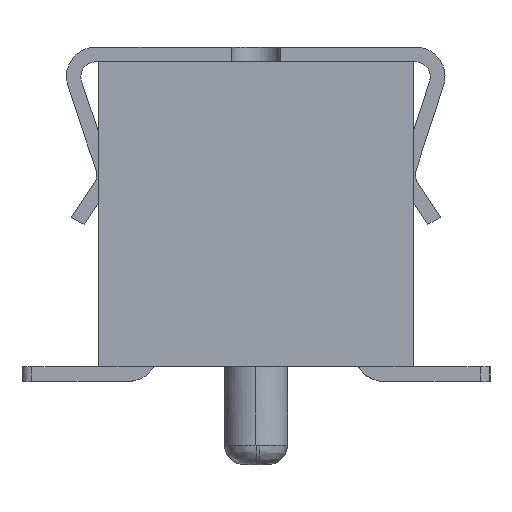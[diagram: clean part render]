
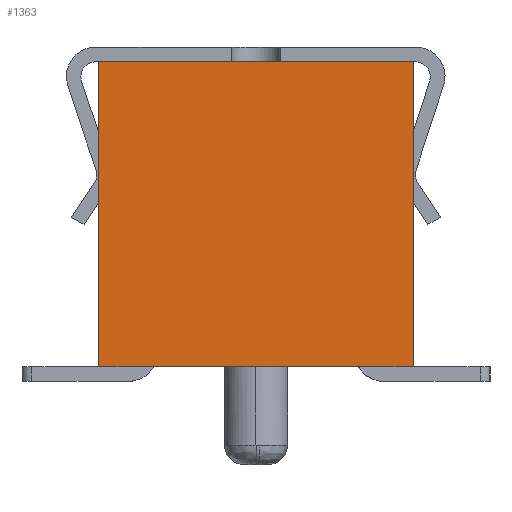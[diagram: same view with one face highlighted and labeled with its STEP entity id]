
A CAD part, left-side view. The second image highlights one B-rep face of the part: STEP entity #1363.
In plain terms, the highlighted planar face has unit normal (-1, 0, 0).
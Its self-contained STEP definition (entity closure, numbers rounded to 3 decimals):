
#1293=CARTESIAN_POINT('',(-8.1,0.,-0.065));
#1294=DIRECTION('',(0.,-1.,0.));
#1295=DIRECTION('',(-1.,0.,0.));
#1296=AXIS2_PLACEMENT_3D('',#1293,#1295,#1294);
#1297=PLANE('',#1296);
#1298=CARTESIAN_POINT('',(-8.1,-1.6,-1.55));
#1299=VERTEX_POINT('',#1298);
#1300=CARTESIAN_POINT('',(-8.1,-1.3,-1.55));
#1301=VERTEX_POINT('',#1300);
#1302=CARTESIAN_POINT('',(-8.1,-1.6,-1.55));
#1303=CARTESIAN_POINT('',(-8.1,-1.54,-1.55));
#1304=CARTESIAN_POINT('',(-8.1,-1.48,-1.55));
#1305=CARTESIAN_POINT('',(-8.1,-1.42,-1.55));
#1306=CARTESIAN_POINT('',(-8.1,-1.36,-1.55));
#1307=CARTESIAN_POINT('',(-8.1,-1.3,-1.55));
#1308=B_SPLINE_CURVE_WITH_KNOTS('',5,(#1302,#1303,#1304,#1305,#1306,#1307),.UNSPECIFIED.,.F.,.U.,(6,6),(0.,0.3),.UNSPECIFIED.);
#1309=EDGE_CURVE('',#1299,#1301,#1308,.T.);
#1310=ORIENTED_EDGE('',*,*,#1309,.F.);
#1311=CARTESIAN_POINT('',(-8.1,-1.6,1.55));
#1312=VERTEX_POINT('',#1311);
#1313=CARTESIAN_POINT('',(-8.1,-1.6,1.55));
#1314=CARTESIAN_POINT('',(-8.1,-1.6,0.93));
#1315=CARTESIAN_POINT('',(-8.1,-1.6,0.31));
#1316=CARTESIAN_POINT('',(-8.1,-1.6,-0.31));
#1317=CARTESIAN_POINT('',(-8.1,-1.6,-0.93));
#1318=CARTESIAN_POINT('',(-8.1,-1.6,-1.55));
#1319=B_SPLINE_CURVE_WITH_KNOTS('',5,(#1313,#1314,#1315,#1316,#1317,#1318),.UNSPECIFIED.,.F.,.U.,(6,6),(0.,3.1),.UNSPECIFIED.);
#1320=EDGE_CURVE('',#1312,#1299,#1319,.T.);
#1321=ORIENTED_EDGE('',*,*,#1320,.F.);
#1322=CARTESIAN_POINT('',(-8.1,1.6,1.55));
#1323=VERTEX_POINT('',#1322);
#1324=CARTESIAN_POINT('',(-8.1,-1.6,1.55));
#1325=CARTESIAN_POINT('',(-8.1,-0.96,1.55));
#1326=CARTESIAN_POINT('',(-8.1,-0.32,1.55));
#1327=CARTESIAN_POINT('',(-8.1,0.32,1.55));
#1328=CARTESIAN_POINT('',(-8.1,0.96,1.55));
#1329=CARTESIAN_POINT('',(-8.1,1.6,1.55));
#1330=B_SPLINE_CURVE_WITH_KNOTS('',5,(#1324,#1325,#1326,#1327,#1328,#1329),.UNSPECIFIED.,.F.,.U.,(6,6),(0.,3.2),.UNSPECIFIED.);
#1331=EDGE_CURVE('',#1312,#1323,#1330,.T.);
#1332=ORIENTED_EDGE('',*,*,#1331,.T.);
#1333=CARTESIAN_POINT('',(-8.1,1.6,-1.55));
#1334=VERTEX_POINT('',#1333);
#1335=CARTESIAN_POINT('',(-8.1,1.6,1.55));
#1336=CARTESIAN_POINT('',(-8.1,1.6,0.93));
#1337=CARTESIAN_POINT('',(-8.1,1.6,0.31));
#1338=CARTESIAN_POINT('',(-8.1,1.6,-0.31));
#1339=CARTESIAN_POINT('',(-8.1,1.6,-0.93));
#1340=CARTESIAN_POINT('',(-8.1,1.6,-1.55));
#1341=B_SPLINE_CURVE_WITH_KNOTS('',5,(#1335,#1336,#1337,#1338,#1339,#1340),.UNSPECIFIED.,.F.,.U.,(6,6),(0.,3.1),.UNSPECIFIED.);
#1342=EDGE_CURVE('',#1323,#1334,#1341,.T.);
#1343=ORIENTED_EDGE('',*,*,#1342,.T.);
#1344=CARTESIAN_POINT('',(-8.1,1.3,-1.55));
#1345=VERTEX_POINT('',#1344);
#1346=CARTESIAN_POINT('',(-8.1,1.6,-1.55));
#1347=CARTESIAN_POINT('',(-8.1,1.54,-1.55));
#1348=CARTESIAN_POINT('',(-8.1,1.48,-1.55));
#1349=CARTESIAN_POINT('',(-8.1,1.42,-1.55));
#1350=CARTESIAN_POINT('',(-8.1,1.36,-1.55));
#1351=CARTESIAN_POINT('',(-8.1,1.3,-1.55));
#1352=B_SPLINE_CURVE_WITH_KNOTS('',5,(#1346,#1347,#1348,#1349,#1350,#1351),.UNSPECIFIED.,.F.,.U.,(6,6),(0.,0.3),.UNSPECIFIED.);
#1353=EDGE_CURVE('',#1334,#1345,#1352,.T.);
#1354=ORIENTED_EDGE('',*,*,#1353,.T.);
#1355=CARTESIAN_POINT('',(-8.1,-1.3,-1.55));
#1356=DIRECTION('',(0.,1.,0.));
#1357=VECTOR('',#1356,2.6);
#1358=LINE('',#1355,#1357);
#1359=EDGE_CURVE('',#1301,#1345,#1358,.T.);
#1360=ORIENTED_EDGE('',*,*,#1359,.F.);
#1361=EDGE_LOOP('',(#1310,#1321,#1332,#1343,#1354,#1360));
#1362=FACE_OUTER_BOUND('',#1361,.T.);
#1363=ADVANCED_FACE('',(#1362),#1297,.T.);
